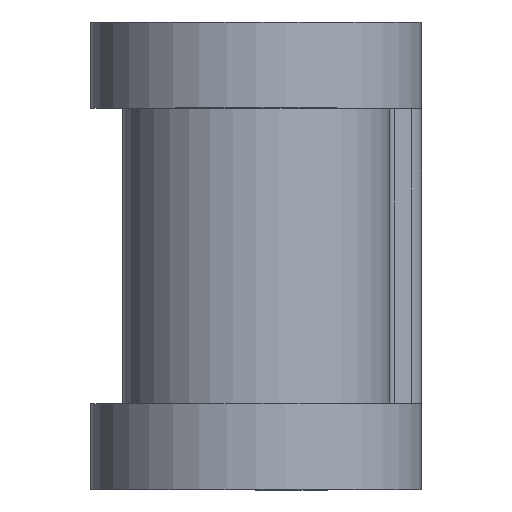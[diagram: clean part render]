
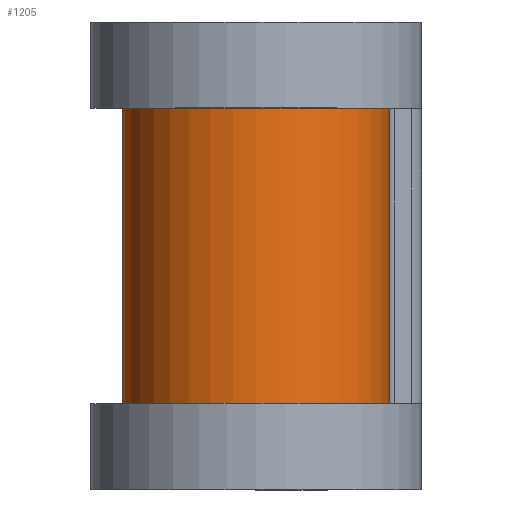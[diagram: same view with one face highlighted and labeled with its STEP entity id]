
A CAD part, top view. The second image highlights one B-rep face of the part: STEP entity #1205.
In plain terms, the highlighted cylindrical face has radius 6.299 mm (diameter 12.598 mm), a partial arc.
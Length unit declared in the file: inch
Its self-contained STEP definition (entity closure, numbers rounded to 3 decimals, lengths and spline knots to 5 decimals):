
#2 = ORIENTED_EDGE ( 'NONE', *, *, #747, .F. ) ;
#25 = CARTESIAN_POINT ( 'NONE',  ( 0., 0.275, -0.248 ) ) ;
#44 = EDGE_CURVE ( 'NONE', #1046, #1236, #529, .T. ) ;
#150 = CARTESIAN_POINT ( 'NONE',  ( 0.248, -0.275, 0. ) ) ;
#257 = VECTOR ( 'NONE', #1610, 39.37008 ) ;
#286 = VERTEX_POINT ( 'NONE', #451 ) ;
#290 = LINE ( 'NONE', #1480, #257 ) ;
#451 = CARTESIAN_POINT ( 'NONE',  ( 0.248, 0.275, 0. ) ) ;
#507 = AXIS2_PLACEMENT_3D ( 'NONE', #1662, #1149, #663 ) ;
#529 = LINE ( 'NONE', #1448, #792 ) ;
#663 = DIRECTION ( 'NONE',  ( 0., 0., -1. ) ) ;
#735 = CARTESIAN_POINT ( 'NONE',  ( 0., 0.275, 0. ) ) ;
#747 = EDGE_CURVE ( 'NONE', #1313, #1236, #1391, .T. ) ;
#792 = VECTOR ( 'NONE', #1473, 39.37008 ) ;
#840 = ORIENTED_EDGE ( 'NONE', *, *, #1503, .T. ) ;
#892 = DIRECTION ( 'NONE',  ( 0., 0., -1. ) ) ;
#913 = ORIENTED_EDGE ( 'NONE', *, *, #1635, .F. ) ;
#922 = FACE_OUTER_BOUND ( 'NONE', #1611, .T. ) ;
#1020 = CARTESIAN_POINT ( 'NONE',  ( 0., -0.275, -0.248 ) ) ;
#1046 = VERTEX_POINT ( 'NONE', #25 ) ;
#1149 = DIRECTION ( 'NONE',  ( 0., -1., 0. ) ) ;
#1205 = ADVANCED_FACE ( 'NONE', ( #922 ), #1220, .T. ) ;
#1220 = CYLINDRICAL_SURFACE ( 'NONE', #507, 0.248 ) ;
#1236 = VERTEX_POINT ( 'NONE', #1020 ) ;
#1249 = AXIS2_PLACEMENT_3D ( 'NONE', #1484, #1479, #1453 ) ;
#1313 = VERTEX_POINT ( 'NONE', #150 ) ;
#1391 = CIRCLE ( 'NONE', #1249, 0.248 ) ;
#1402 = CIRCLE ( 'NONE', #1454, 0.248 ) ;
#1448 = CARTESIAN_POINT ( 'NONE',  ( 0., 0.375, -0.248 ) ) ;
#1453 = DIRECTION ( 'NONE',  ( 0., 0., -1. ) ) ;
#1454 = AXIS2_PLACEMENT_3D ( 'NONE', #735, #1712, #892 ) ;
#1473 = DIRECTION ( 'NONE',  ( 0., -1., 0. ) ) ;
#1479 = DIRECTION ( 'NONE',  ( 0., -1., 0. ) ) ;
#1480 = CARTESIAN_POINT ( 'NONE',  ( 0.248, 0.375, 0. ) ) ;
#1484 = CARTESIAN_POINT ( 'NONE',  ( 0., -0.275, 0. ) ) ;
#1503 = EDGE_CURVE ( 'NONE', #286, #1046, #1402, .T. ) ;
#1610 = DIRECTION ( 'NONE',  ( 0., -1., 0. ) ) ;
#1611 = EDGE_LOOP ( 'NONE', ( #913, #840, #1673, #2 ) ) ;
#1635 = EDGE_CURVE ( 'NONE', #286, #1313, #290, .T. ) ;
#1662 = CARTESIAN_POINT ( 'NONE',  ( 0., 0.375, 0. ) ) ;
#1673 = ORIENTED_EDGE ( 'NONE', *, *, #44, .T. ) ;
#1712 = DIRECTION ( 'NONE',  ( 0., -1., 0. ) ) ;
